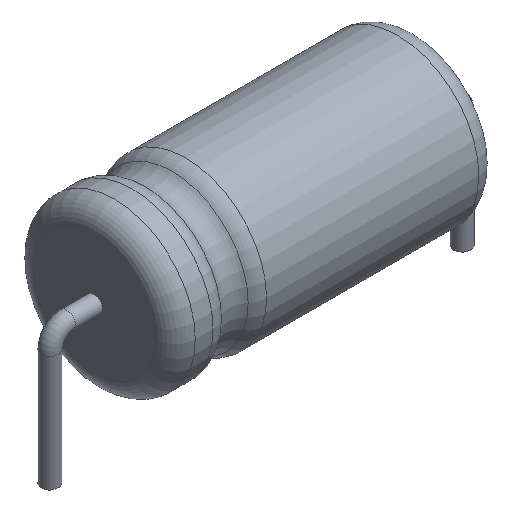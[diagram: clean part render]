
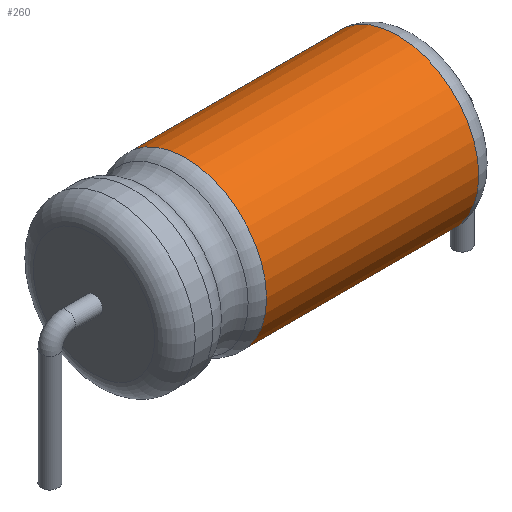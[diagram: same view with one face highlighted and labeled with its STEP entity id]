
A CAD part, isometric view. The second image highlights one B-rep face of the part: STEP entity #260.
In plain terms, the highlighted cylindrical face has radius 3 mm (diameter 6 mm), a full revolution.
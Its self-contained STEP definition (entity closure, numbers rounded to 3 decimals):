
#36=FACE_OUTER_BOUND('',#53,.T.);
#53=EDGE_LOOP('',(#202,#203,#204,#205));
#67=LINE('',#478,#73);
#73=VECTOR('',#389,3.);
#91=CIRCLE('',#307,3.);
#92=CIRCLE('',#309,3.);
#118=VERTEX_POINT('',#473);
#119=VERTEX_POINT('',#477);
#148=EDGE_CURVE('',#118,#118,#91,.T.);
#149=EDGE_CURVE('',#118,#119,#67,.T.);
#150=EDGE_CURVE('',#119,#119,#92,.T.);
#202=ORIENTED_EDGE('',*,*,#148,.F.);
#203=ORIENTED_EDGE('',*,*,#149,.T.);
#204=ORIENTED_EDGE('',*,*,#150,.F.);
#205=ORIENTED_EDGE('',*,*,#149,.F.);
#240=CYLINDRICAL_SURFACE('',#308,3.);
#260=ADVANCED_FACE('',(#36),#240,.T.);
#307=AXIS2_PLACEMENT_3D('',#475,#385,#386);
#308=AXIS2_PLACEMENT_3D('',#476,#387,#388);
#309=AXIS2_PLACEMENT_3D('',#479,#390,#391);
#385=DIRECTION('center_axis',(1.,0.,0.));
#386=DIRECTION('ref_axis',(0.,0.,1.));
#387=DIRECTION('center_axis',(1.,0.,0.));
#388=DIRECTION('ref_axis',(0.,0.,-1.));
#389=DIRECTION('',(-1.,0.,0.));
#390=DIRECTION('center_axis',(-1.,0.,0.));
#391=DIRECTION('ref_axis',(0.,0.,-1.));
#473=CARTESIAN_POINT('',(5.249,0.,6.));
#475=CARTESIAN_POINT('Origin',(5.249,0.,3.));
#476=CARTESIAN_POINT('Origin',(-0.001,0.,
3.));
#477=CARTESIAN_POINT('',(-2.609,0.,6.));
#478=CARTESIAN_POINT('',(-0.001,0.,6.));
#479=CARTESIAN_POINT('Origin',(-2.609,0.,3.));
